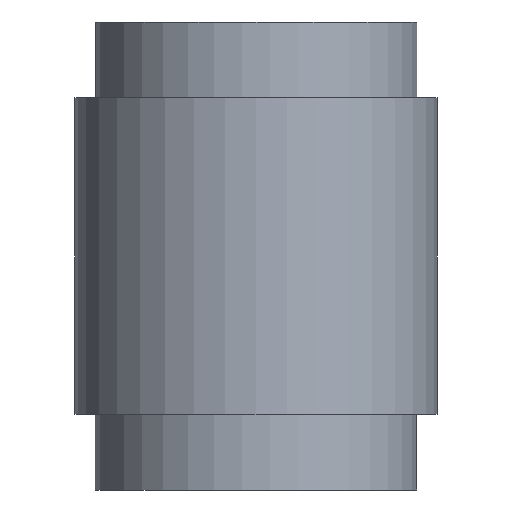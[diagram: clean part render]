
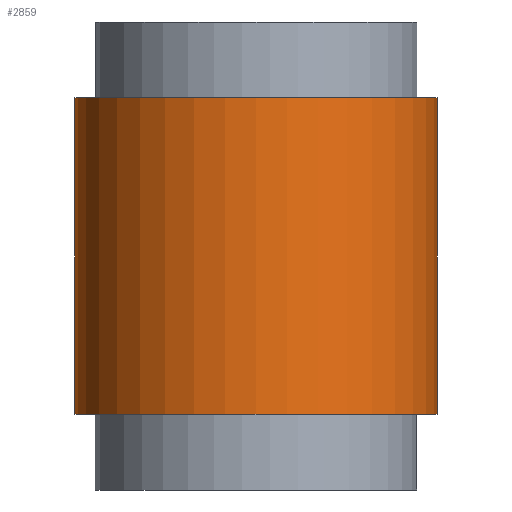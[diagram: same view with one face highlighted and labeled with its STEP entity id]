
A CAD part, front view. The second image highlights one B-rep face of the part: STEP entity #2859.
In plain terms, the highlighted cylindrical face has radius 23.114 mm (diameter 46.228 mm), a full revolution.
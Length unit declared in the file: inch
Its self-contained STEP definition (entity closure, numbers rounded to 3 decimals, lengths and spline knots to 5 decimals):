
#108=FACE_BOUND($,#515,.T.);
#172=CIRCLE($,#3079,0.91);
#173=CIRCLE($,#3081,0.91);
#274=CYLINDRICAL_SURFACE($,#3080,0.91);
#352=FACE_OUTER_BOUND($,#514,.T.);
#514=EDGE_LOOP($,(#2095));
#515=EDGE_LOOP($,(#2096));
#1242=VERTEX_POINT($,#4495);
#1243=VERTEX_POINT($,#4498);
#1568=EDGE_CURVE($,#1242,#1242,#172,.T.);
#1569=EDGE_CURVE($,#1243,#1243,#173,.T.);
#2095=ORIENTED_EDGE($,*,*,#1569,.T.);
#2096=ORIENTED_EDGE($,*,*,#1568,.F.);
#2859=ADVANCED_FACE($,(#352,#108),#274,.T.);
#3079=AXIS2_PLACEMENT_3D($,#4496,#3597,#3598);
#3080=AXIS2_PLACEMENT_3D($,#4497,#3599,#3600);
#3081=AXIS2_PLACEMENT_3D($,#4499,#3601,#3602);
#3597=DIRECTION('center_axis',(0.,0.,-1.));
#3598=DIRECTION('ref_axis',(-1.,0.,0.));
#3599=DIRECTION('center_axis',(0.,0.,1.));
#3600=DIRECTION('ref_axis',(-1.,0.,0.));
#3601=DIRECTION('center_axis',(0.,0.,-1.));
#3602=DIRECTION('ref_axis',(-1.,0.,0.));
#4495=CARTESIAN_POINT('',(0.91,0.,0.));
#4496=CARTESIAN_POINT('Origin',(0.,0.,0.));
#4497=CARTESIAN_POINT('Origin',(0.,0.,0.));
#4498=CARTESIAN_POINT('',(0.91,0.,1.59));
#4499=CARTESIAN_POINT('Origin',(0.,0.,1.59));
